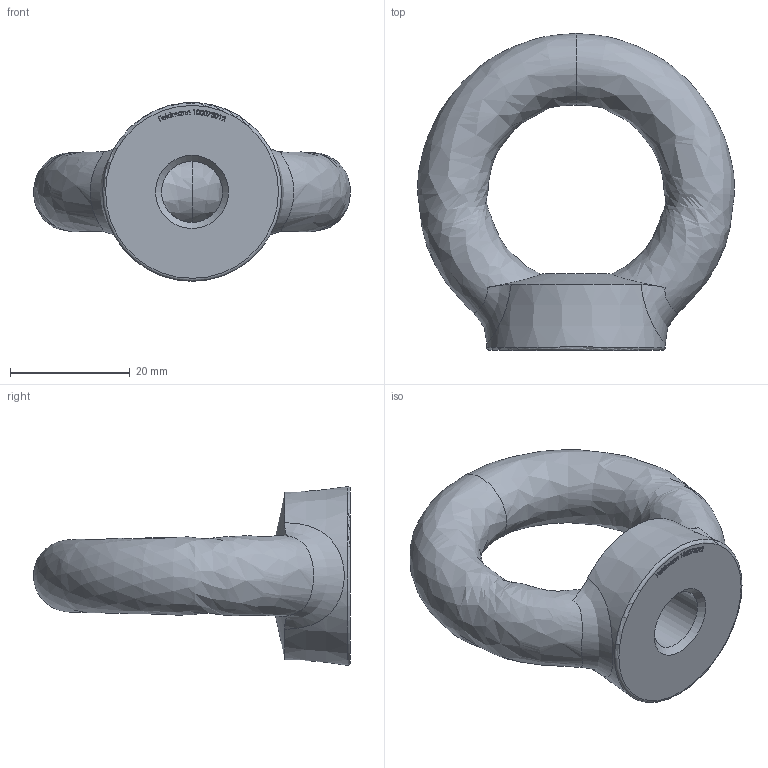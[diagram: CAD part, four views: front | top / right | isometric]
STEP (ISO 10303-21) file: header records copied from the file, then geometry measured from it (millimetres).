
FILE_DESCRIPTION (( 'STEP AP203' ), '1' );
FILE_NAME ('100073012.step', '2023-09-15T11:51:35', ( '' ), ( '' ), 'SwSTEP 2.0', 'SolidWorks 2018', '' );
FILE_SCHEMA (( 'CONFIG_CONTROL_DESIGN' ));
Length unit declared in the file: millimetre
Products named in the file (1): 100073012
Bounding box: 53.02 x 53 x 29.88 mm (x, y, z)
Volume: 19101.2 mm3; surface area: 6323.5 mm2
Topology: 1 solids, 1 shells, 220 faces, 590 edges, 393 vertices
Faces by surface type: bspline 108, plane 106, cone 4, cylinder 1, torus 1
Full cylindrical faces by diameter (mm): 10.2 x1
Entity records: 14170 total; most frequent: CARTESIAN_POINT 9404, ORIENTED_EDGE 1148, DIRECTION 591, EDGE_CURVE 574, VERTEX_POINT 385, VECTOR 347, LINE 347, EDGE_LOOP 253
